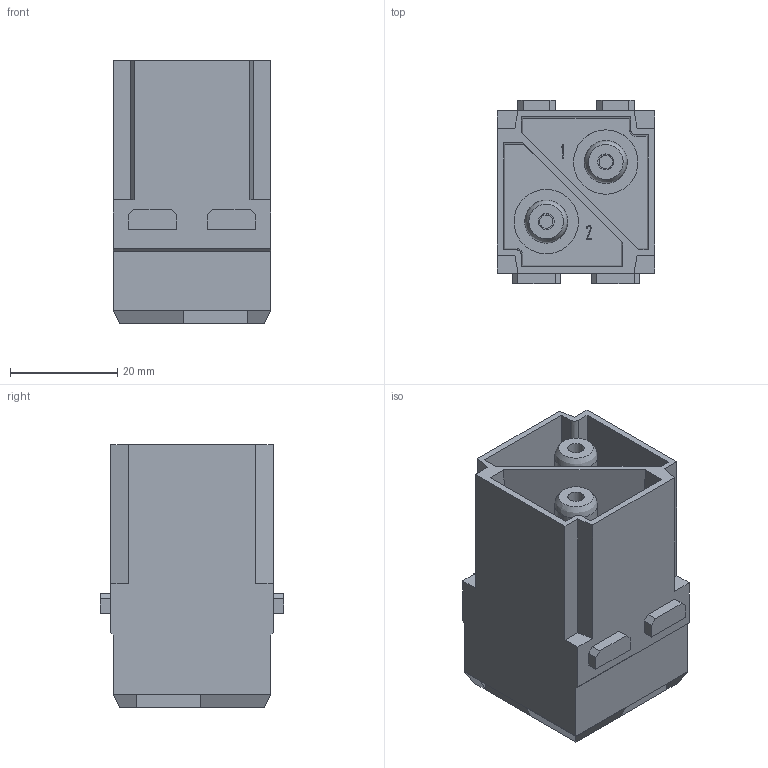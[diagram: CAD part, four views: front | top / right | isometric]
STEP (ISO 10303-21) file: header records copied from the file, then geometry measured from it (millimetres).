
FILE_DESCRIPTION(/* description */ (''),/* implementation_level */ '2;1');
FILE_NAME(/* name */ '100195475ugm000_b.stp',/* time_stamp */ '2019-03-26T14:03:23+01:00',/* author */ (''),/* organization */ (''),/* preprocessor_version */ 'ST-DEVELOPER v16.7',/* originating_system */ 'SIEMENS PLM Software NX 12.0',/* authorisation */ '');
FILE_SCHEMA (('AUTOMOTIVE_DESIGN { 1 0 10303 214 3 1 1 1 }'));
Length unit declared in the file: millimetre
Products named in the file (1): 100195475ugm000_b
Bounding box: 29.4 x 34.2 x 49 mm (x, y, z)
Volume: 30877.6 mm3; surface area: 12681 mm2
Topology: 1 solids, 1 shells, 284 faces, 819 edges, 662 vertices
Faces by surface type: plane 232, cylinder 32, cone 12, extrusion 6, bspline 2
Full cylindrical faces by diameter (mm): 0.752 x1, 0.888 x1, 2.5 x2, 3 x2, 5 x2, 8 x4, 12 x2
Entity records: 10443 total; most frequent: CARTESIAN_POINT 2046, DIRECTION 1399, ORIENTED_EDGE 1390, EDGE_CURVE 695, VECTOR 649, LINE 643, VERTEX_POINT 476, AXIS2_PLACEMENT_3D 375
